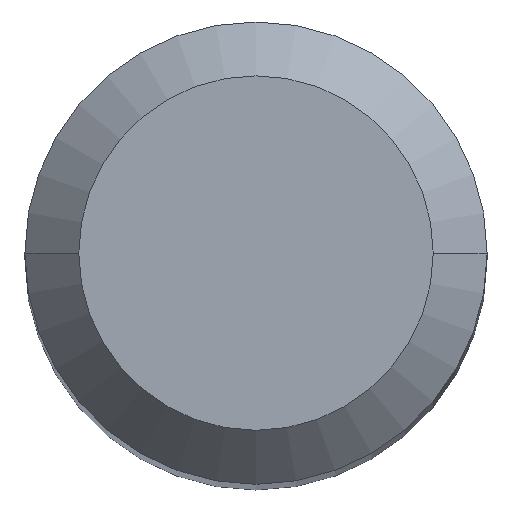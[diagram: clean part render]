
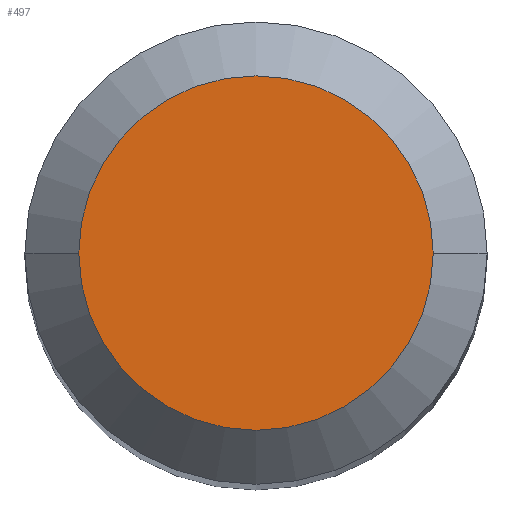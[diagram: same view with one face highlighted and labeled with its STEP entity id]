
A CAD part, top view. The second image highlights one B-rep face of the part: STEP entity #497.
In plain terms, the highlighted planar face has unit normal (0, 0, 1).
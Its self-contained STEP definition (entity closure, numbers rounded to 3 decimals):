
#28 = CARTESIAN_POINT ( 'NONE',  ( -2.3, 0., 0. ) ) ;
#57 = CARTESIAN_POINT ( 'NONE',  ( 0., 0., 0. ) ) ;
#72 = EDGE_LOOP ( 'NONE', ( #375, #333 ) ) ;
#150 = PLANE ( 'NONE',  #516 ) ;
#269 = AXIS2_PLACEMENT_3D ( 'NONE', #57, #316, #760 ) ;
#284 = EDGE_CURVE ( 'NONE', #378, #667, #313, .T. ) ;
#295 = FACE_OUTER_BOUND ( 'NONE', #72, .T. ) ;
#312 = DIRECTION ( 'NONE',  ( 0., 0., 1. ) ) ;
#313 = CIRCLE ( 'NONE', #269, 2.3 ) ;
#316 = DIRECTION ( 'NONE',  ( 0., 0., 1. ) ) ;
#333 = ORIENTED_EDGE ( 'NONE', *, *, #284, .T. ) ;
#368 = CARTESIAN_POINT ( 'NONE',  ( 0., 2.3, 0. ) ) ;
#375 = ORIENTED_EDGE ( 'NONE', *, *, #788, .T. ) ;
#378 = VERTEX_POINT ( 'NONE', #823 ) ;
#418 = DIRECTION ( 'NONE',  ( -1., 0., 0. ) ) ;
#497 = ADVANCED_FACE ( 'NONE', ( #295 ), #150, .F. ) ;
#516 = AXIS2_PLACEMENT_3D ( 'NONE', #368, #682, #418 ) ;
#577 = AXIS2_PLACEMENT_3D ( 'NONE', #696, #312, #588 ) ;
#588 = DIRECTION ( 'NONE',  ( 1., 0., 0. ) ) ;
#667 = VERTEX_POINT ( 'NONE', #28 ) ;
#682 = DIRECTION ( 'NONE',  ( 0., 0., -1. ) ) ;
#696 = CARTESIAN_POINT ( 'NONE',  ( 0., 0., 0. ) ) ;
#721 = CIRCLE ( 'NONE', #577, 2.3 ) ;
#760 = DIRECTION ( 'NONE',  ( 1., 0., 0. ) ) ;
#788 = EDGE_CURVE ( 'NONE', #667, #378, #721, .T. ) ;
#823 = CARTESIAN_POINT ( 'NONE',  ( 2.3, 0., 0. ) ) ;
